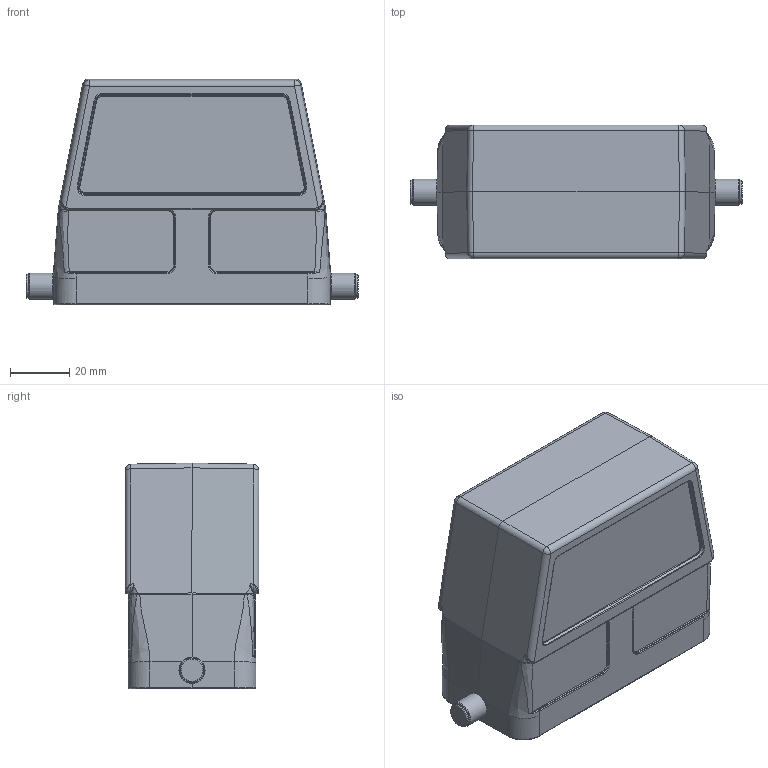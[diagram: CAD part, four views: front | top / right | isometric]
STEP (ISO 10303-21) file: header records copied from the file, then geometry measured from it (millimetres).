
FILE_DESCRIPTION(/* description */ (''),/* implementation_level */ '2;1');
FILE_NAME(/* name */ '100194944ugm000_c.stp',/* time_stamp */ '2017-10-27T12:10:56+02:00',/* author */ (''),/* organization */ (''),/* preprocessor_version */ 'ST-DEVELOPER v16',/* originating_system */ 'SIEMENS PLM Software NX 10.0',/* authorisation */ '');
FILE_SCHEMA (('AUTOMOTIVE_DESIGN { 1 0 10303 214 3 1 1 1 }'));
Length unit declared in the file: millimetre
Products named in the file (1): 100194944ugm000_c
Bounding box: 111.7 x 45 x 76 mm (x, y, z)
Volume: 85742.5 mm3; surface area: 43299.6 mm2
Topology: 1 solids, 1 shells, 544 faces, 1837 edges, 1813 vertices
Faces by surface type: plane 176, bspline 133, cylinder 131, torus 55, cone 43, sphere 6
Full cylindrical faces by diameter (mm): 3 x4, 4 x2, 8 x2, 8.8 x2
Entity records: 23785 total; most frequent: CARTESIAN_POINT 8451, ORIENTED_EDGE 2536, DIRECTION 2378, EDGE_CURVE 1268, AXIS2_PLACEMENT_3D 873, VERTEX_POINT 786, B_SPLINE_CURVE_WITH_KNOTS 665, LINE 632
